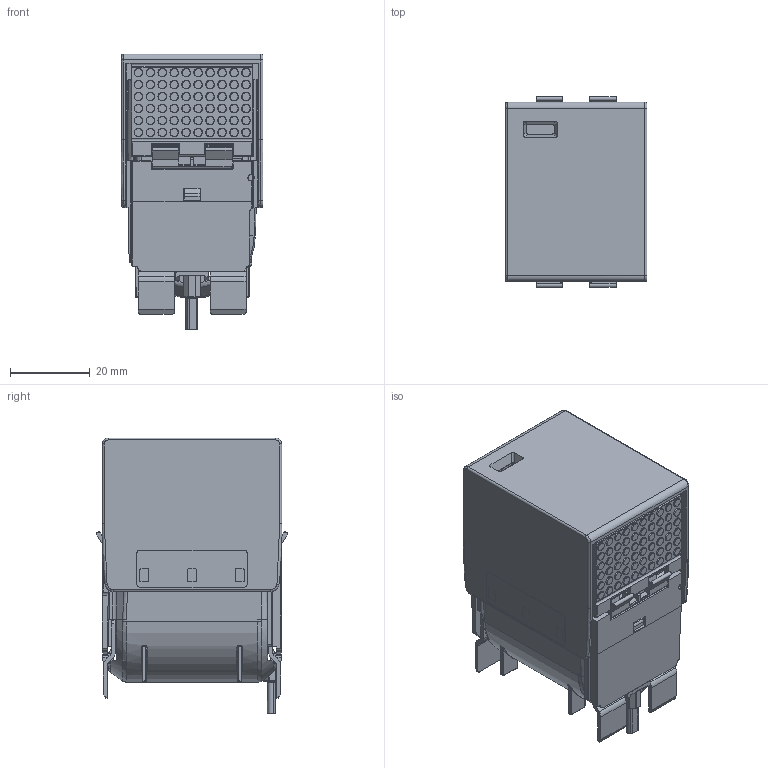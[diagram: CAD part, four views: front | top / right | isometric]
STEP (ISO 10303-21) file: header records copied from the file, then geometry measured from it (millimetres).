
FILE_DESCRIPTION(('CATIA V5 STEP Exchange'),'2;1');
FILE_NAME('OVR MOD 2TE grau.stp','2022-11-22T08:09:14+00:00',('none'),('none'),'CATIA Version 5-6 Release 2018 SP4 HF1','CATIA V5 STEP AP203','none');
FILE_SCHEMA(('CONFIG_CONTROL_DESIGN'));
Products named in the file (2): 1316826_C5A_A00_00_DGP M 255 FM, OVR...N...P TS, VPE32, ABB; 1316710_C5A_A00_00_DGP M MOD 255, gr, gepr, unvp, ABB
Assembly tree (11 placements, depth 3):
  1316826_C5A_A00_00_DGP M 255 FM, OVR...N...P TS, VPE32, ABB
    1316710_C5A_A00_00_DGP M MOD 255, gr, gepr, unvp, ABB
      #65  x2
      #2295
      #17485
      #34491
      #39705  x2
      #42264
      #45109
      #72246
Bounding box: 35.6 x 47.78 x 69.2 mm (x, y, z)
Volume: 24165.7 mm3; surface area: 40602.2 mm2
Topology: 10 solids, 10 shells, 2331 faces, 6211 edges, 4002 vertices
Faces by surface type: plane 1255, cylinder 534, cone 308, bspline 190, extrusion 22, torus 20, sphere 2
Entity records: 72535 total; most frequent: CARTESIAN_POINT 23735, ORIENTED_EDGE 11486, DIRECTION 7384, EDGE_CURVE 5743, VERTEX_POINT 3728, VECTOR 3689, LINE 3667, AXIS2_PLACEMENT_3D 2387
